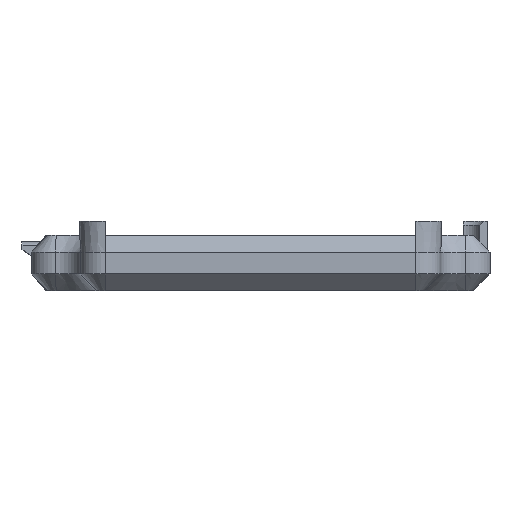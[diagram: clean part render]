
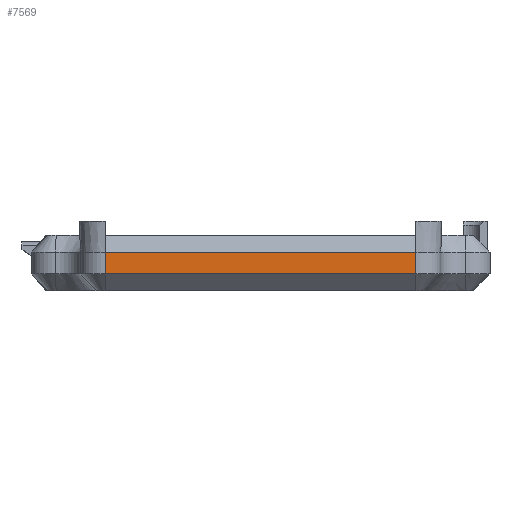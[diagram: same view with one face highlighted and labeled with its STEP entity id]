
A CAD part, front view. The second image highlights one B-rep face of the part: STEP entity #7569.
In plain terms, the highlighted planar face has unit normal (0, -1, 0).
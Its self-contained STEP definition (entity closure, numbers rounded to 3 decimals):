
#2856 = VERTEX_POINT('',#2857);
#2857 = CARTESIAN_POINT('',(-17.701,-47.225,-5.2));
#2863 = EDGE_CURVE('',#2856,#2864,#2866,.T.);
#2864 = VERTEX_POINT('',#2865);
#2865 = CARTESIAN_POINT('',(17.701,-47.225,-5.2));
#2866 = LINE('',#2867,#2868);
#2867 = CARTESIAN_POINT('',(17.701,-47.225,-5.2));
#2868 = VECTOR('',#2869,1.);
#2869 = DIRECTION('',(1.,0.,0.));
#7569 = ADVANCED_FACE('',(#7570),#7595,.T.);
#7570 = FACE_BOUND('',#7571,.T.);
#7571 = EDGE_LOOP('',(#7572,#7573,#7581,#7589));
#7572 = ORIENTED_EDGE('',*,*,#2863,.F.);
#7573 = ORIENTED_EDGE('',*,*,#7574,.F.);
#7574 = EDGE_CURVE('',#7575,#2856,#7577,.T.);
#7575 = VERTEX_POINT('',#7576);
#7576 = CARTESIAN_POINT('',(-17.701,-47.225,-7.7));
#7577 = LINE('',#7578,#7579);
#7578 = CARTESIAN_POINT('',(-17.701,-47.225,-5.2));
#7579 = VECTOR('',#7580,1.);
#7580 = DIRECTION('',(0.,0.,1.));
#7581 = ORIENTED_EDGE('',*,*,#7582,.T.);
#7582 = EDGE_CURVE('',#7575,#7583,#7585,.T.);
#7583 = VERTEX_POINT('',#7584);
#7584 = CARTESIAN_POINT('',(17.701,-47.225,-7.7));
#7585 = LINE('',#7586,#7587);
#7586 = CARTESIAN_POINT('',(17.701,-47.225,-7.7));
#7587 = VECTOR('',#7588,1.);
#7588 = DIRECTION('',(1.,0.,0.));
#7589 = ORIENTED_EDGE('',*,*,#7590,.F.);
#7590 = EDGE_CURVE('',#2864,#7583,#7591,.T.);
#7591 = LINE('',#7592,#7593);
#7592 = CARTESIAN_POINT('',(17.701,-47.225,-5.2));
#7593 = VECTOR('',#7594,1.);
#7594 = DIRECTION('',(0.,0.,-1.));
#7595 = PLANE('',#7596);
#7596 = AXIS2_PLACEMENT_3D('',#7597,#7598,#7599);
#7597 = CARTESIAN_POINT('',(17.701,-47.225,-5.2));
#7598 = DIRECTION('',(0.,-1.,0.));
#7599 = DIRECTION('',(0.,0.,-1.));
